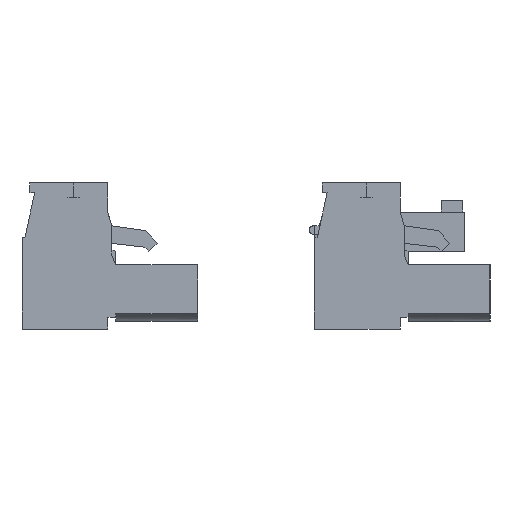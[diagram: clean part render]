
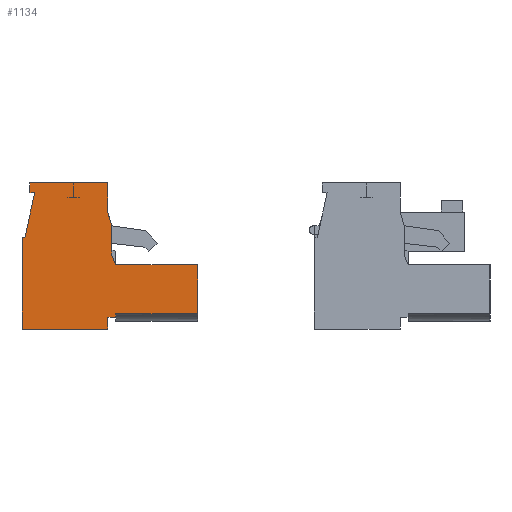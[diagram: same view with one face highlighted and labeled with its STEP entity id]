
A CAD part, left-side view. The second image highlights one B-rep face of the part: STEP entity #1134.
In plain terms, the highlighted planar face has unit normal (-1, 0, 0).
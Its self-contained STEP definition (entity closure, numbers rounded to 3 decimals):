
#1=DIRECTION('',(0.,0.,-1.));
#2=VECTOR('',#1,1.);
#3=CARTESIAN_POINT('',(0.,47.2,0.));
#4=LINE('',#3,#2);
#5=DIRECTION('',(0.,1.,0.));
#6=VECTOR('',#5,8.);
#7=CARTESIAN_POINT('',(0.,39.2,0.));
#8=LINE('',#7,#6);
#9=DIRECTION('',(0.,0.,1.));
#10=VECTOR('',#9,3.);
#11=CARTESIAN_POINT('',(0.,39.2,-3.));
#12=LINE('',#11,#10);
#13=DIRECTION('',(0.,0.275,0.962));
#14=VECTOR('',#13,1.456);
#15=CARTESIAN_POINT('',(0.,38.8,-4.4));
#16=LINE('',#15,#14);
#17=DIRECTION('',(0.,0.,1.));
#18=VECTOR('',#17,3.);
#19=CARTESIAN_POINT('',(0.,38.8,-7.4));
#20=LINE('',#19,#18);
#21=DIRECTION('',(0.,0.371,0.928));
#22=VECTOR('',#21,1.077);
#23=CARTESIAN_POINT('',(0.,38.4,-8.4));
#24=LINE('',#23,#22);
#25=DIRECTION('',(0.,1.,0.));
#26=VECTOR('',#25,8.4);
#27=CARTESIAN_POINT('',(0.,30.,-8.4));
#28=LINE('',#27,#26);
#29=DIRECTION('',(0.,0.,1.));
#30=VECTOR('',#29,5.);
#31=CARTESIAN_POINT('',(0.,30.,-13.4));
#32=LINE('',#31,#30);
#33=DIRECTION('',(0.,-1.,0.));
#34=VECTOR('',#33,8.4);
#35=CARTESIAN_POINT('',(0.,38.4,-13.4));
#36=LINE('',#35,#34);
#37=DIRECTION('',(0.,0.,1.));
#38=VECTOR('',#37,0.4);
#39=CARTESIAN_POINT('',(0.,38.4,-13.8));
#40=LINE('',#39,#38);
#41=DIRECTION('',(0.,-1.,0.));
#42=VECTOR('',#41,0.8);
#43=CARTESIAN_POINT('',(0.,39.2,-13.8));
#44=LINE('',#43,#42);
#45=DIRECTION('',(0.,0.,1.));
#46=VECTOR('',#45,1.2);
#47=CARTESIAN_POINT('',(0.,39.2,-15.));
#48=LINE('',#47,#46);
#49=DIRECTION('',(0.,-1.,0.));
#50=VECTOR('',#49,8.8);
#51=CARTESIAN_POINT('',(0.,48.,-15.));
#52=LINE('',#51,#50);
#53=DIRECTION('',(0.,0.,-1.));
#54=VECTOR('',#53,9.4);
#55=CARTESIAN_POINT('',(0.,48.,-5.6));
#56=LINE('',#55,#54);
#57=DIRECTION('',(0.,1.,0.));
#58=VECTOR('',#57,0.3);
#59=CARTESIAN_POINT('',(0.,47.7,-5.6));
#60=LINE('',#59,#58);
#61=DIRECTION('',(0.,0.212,-0.977));
#62=VECTOR('',#61,4.707);
#63=CARTESIAN_POINT('',(0.,46.7,-1.));
#64=LINE('',#63,#62);
#65=DIRECTION('',(0.,-1.,0.));
#66=VECTOR('',#65,0.5);
#67=CARTESIAN_POINT('',(0.,47.2,-1.));
#68=LINE('',#67,#66);
#833=CARTESIAN_POINT('',(0.,47.2,0.));
#834=CARTESIAN_POINT('',(0.,47.2,-1.));
#835=VERTEX_POINT('',#833);
#836=VERTEX_POINT('',#834);
#837=CARTESIAN_POINT('',(0.,46.7,-1.));
#838=VERTEX_POINT('',#837);
#839=CARTESIAN_POINT('',(0.,47.7,-5.6));
#840=VERTEX_POINT('',#839);
#841=CARTESIAN_POINT('',(0.,48.,-5.6));
#842=VERTEX_POINT('',#841);
#843=CARTESIAN_POINT('',(0.,48.,-15.));
#844=VERTEX_POINT('',#843);
#845=CARTESIAN_POINT('',(0.,39.2,-15.));
#846=VERTEX_POINT('',#845);
#847=CARTESIAN_POINT('',(0.,39.2,-13.8));
#848=VERTEX_POINT('',#847);
#849=CARTESIAN_POINT('',(0.,38.4,-13.8));
#850=VERTEX_POINT('',#849);
#851=CARTESIAN_POINT('',(0.,38.4,-13.4));
#852=VERTEX_POINT('',#851);
#853=CARTESIAN_POINT('',(0.,30.,-13.4));
#854=VERTEX_POINT('',#853);
#855=CARTESIAN_POINT('',(0.,30.,-8.4));
#856=VERTEX_POINT('',#855);
#857=CARTESIAN_POINT('',(0.,38.4,-8.4));
#858=VERTEX_POINT('',#857);
#859=CARTESIAN_POINT('',(0.,38.8,-7.4));
#860=VERTEX_POINT('',#859);
#861=CARTESIAN_POINT('',(0.,38.8,-4.4));
#862=VERTEX_POINT('',#861);
#863=CARTESIAN_POINT('',(0.,39.2,-3.));
#864=VERTEX_POINT('',#863);
#865=CARTESIAN_POINT('',(0.,39.2,0.));
#866=VERTEX_POINT('',#865);
#1093=CARTESIAN_POINT('',(0.,0.,0.));
#1094=DIRECTION('',(-1.,0.,0.));
#1095=DIRECTION('',(0.,-1.,0.));
#1096=AXIS2_PLACEMENT_3D('',#1093,#1094,#1095);
#1097=PLANE('',#1096);
#1099=ORIENTED_EDGE('',*,*,#1098,.F.);
#1101=ORIENTED_EDGE('',*,*,#1100,.F.);
#1103=ORIENTED_EDGE('',*,*,#1102,.F.);
#1105=ORIENTED_EDGE('',*,*,#1104,.F.);
#1107=ORIENTED_EDGE('',*,*,#1106,.F.);
#1109=ORIENTED_EDGE('',*,*,#1108,.F.);
#1111=ORIENTED_EDGE('',*,*,#1110,.F.);
#1113=ORIENTED_EDGE('',*,*,#1112,.F.);
#1115=ORIENTED_EDGE('',*,*,#1114,.F.);
#1117=ORIENTED_EDGE('',*,*,#1116,.F.);
#1119=ORIENTED_EDGE('',*,*,#1118,.F.);
#1121=ORIENTED_EDGE('',*,*,#1120,.F.);
#1123=ORIENTED_EDGE('',*,*,#1122,.F.);
#1125=ORIENTED_EDGE('',*,*,#1124,.F.);
#1127=ORIENTED_EDGE('',*,*,#1126,.F.);
#1129=ORIENTED_EDGE('',*,*,#1128,.F.);
#1131=ORIENTED_EDGE('',*,*,#1130,.F.);
#1132=EDGE_LOOP('',(#1099,#1101,#1103,#1105,#1107,#1109,#1111,#1113,#1115,#1117,
#1119,#1121,#1123,#1125,#1127,#1129,#1131));
#1133=FACE_OUTER_BOUND('',#1132,.F.);
#1098=EDGE_CURVE('',#835,#836,#4,.T.);
#1100=EDGE_CURVE('',#866,#835,#8,.T.);
#1102=EDGE_CURVE('',#864,#866,#12,.T.);
#1104=EDGE_CURVE('',#862,#864,#16,.T.);
#1106=EDGE_CURVE('',#860,#862,#20,.T.);
#1108=EDGE_CURVE('',#858,#860,#24,.T.);
#1110=EDGE_CURVE('',#856,#858,#28,.T.);
#1112=EDGE_CURVE('',#854,#856,#32,.T.);
#1114=EDGE_CURVE('',#852,#854,#36,.T.);
#1116=EDGE_CURVE('',#850,#852,#40,.T.);
#1118=EDGE_CURVE('',#848,#850,#44,.T.);
#1120=EDGE_CURVE('',#846,#848,#48,.T.);
#1122=EDGE_CURVE('',#844,#846,#52,.T.);
#1124=EDGE_CURVE('',#842,#844,#56,.T.);
#1126=EDGE_CURVE('',#840,#842,#60,.T.);
#1128=EDGE_CURVE('',#838,#840,#64,.T.);
#1130=EDGE_CURVE('',#836,#838,#68,.T.);
#1134=ADVANCED_FACE('',(#1133),#1097,.T.);
